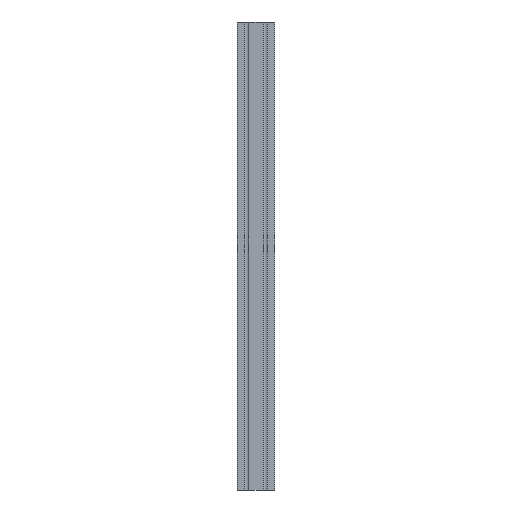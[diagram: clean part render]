
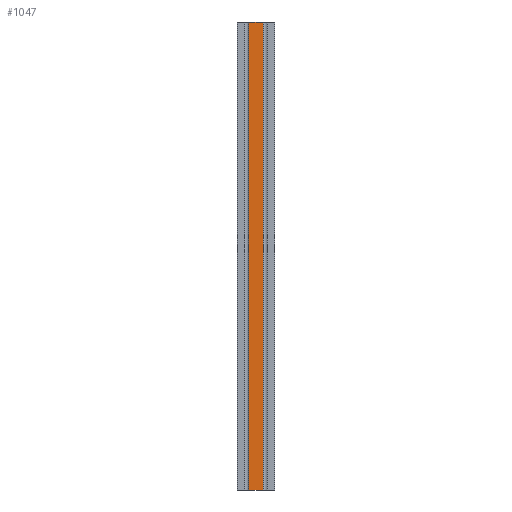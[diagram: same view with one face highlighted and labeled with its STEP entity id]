
A CAD part, left-side view. The second image highlights one B-rep face of the part: STEP entity #1047.
In plain terms, the highlighted planar face has unit normal (-1, 0, 0).
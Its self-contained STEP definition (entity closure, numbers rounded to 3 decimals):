
#13 = VERTEX_POINT ( 'NONE', #2532 ) ;
#119 = CARTESIAN_POINT ( 'NONE',  ( -20., -35.8, 0. ) ) ;
#120 = VERTEX_POINT ( 'NONE', #1763 ) ;
#202 = EDGE_CURVE ( 'NONE', #120, #520, #2590, .T. ) ;
#328 = VECTOR ( 'NONE', #848, 1000. ) ;
#351 = CARTESIAN_POINT ( 'NONE',  ( -20., 0., 0. ) ) ;
#406 = AXIS2_PLACEMENT_3D ( 'NONE', #1200, #1361, #1689 ) ;
#507 = DIRECTION ( 'NONE',  ( 0., -1., 0. ) ) ;
#520 = VERTEX_POINT ( 'NONE', #1049 ) ;
#552 = EDGE_CURVE ( 'NONE', #520, #2327, #595, .T. ) ;
#595 = LINE ( 'NONE', #351, #328 ) ;
#703 = DIRECTION ( 'NONE',  ( 0., 0., -1. ) ) ;
#708 = ORIENTED_EDGE ( 'NONE', *, *, #3011, .F. ) ;
#848 = DIRECTION ( 'NONE',  ( 0., -1., 0. ) ) ;
#918 = EDGE_LOOP ( 'NONE', ( #2556, #708, #1894, #2920 ) ) ;
#984 = CARTESIAN_POINT ( 'NONE',  ( -20., 0., 1000. ) ) ;
#1047 = ADVANCED_FACE ( 'NONE', ( #2074 ), #2568, .F. ) ;
#1049 = CARTESIAN_POINT ( 'NONE',  ( -20., -4.2, 0. ) ) ;
#1200 = CARTESIAN_POINT ( 'NONE',  ( -20., 0., 1000. ) ) ;
#1339 = VECTOR ( 'NONE', #703, 1000. ) ;
#1361 = DIRECTION ( 'NONE',  ( 1., 0., 0. ) ) ;
#1386 = VECTOR ( 'NONE', #507, 1000. ) ;
#1443 = CARTESIAN_POINT ( 'NONE',  ( -20., -35.8, 1000. ) ) ;
#1499 = LINE ( 'NONE', #984, #1386 ) ;
#1594 = VECTOR ( 'NONE', #2830, 1000. ) ;
#1689 = DIRECTION ( 'NONE',  ( 0., 0., -1. ) ) ;
#1763 = CARTESIAN_POINT ( 'NONE',  ( -20., -4.2, 1000. ) ) ;
#1894 = ORIENTED_EDGE ( 'NONE', *, *, #2198, .F. ) ;
#2074 = FACE_OUTER_BOUND ( 'NONE', #918, .T. ) ;
#2198 = EDGE_CURVE ( 'NONE', #120, #13, #1499, .T. ) ;
#2327 = VERTEX_POINT ( 'NONE', #119 ) ;
#2532 = CARTESIAN_POINT ( 'NONE',  ( -20., -35.8, 1000. ) ) ;
#2556 = ORIENTED_EDGE ( 'NONE', *, *, #552, .T. ) ;
#2568 = PLANE ( 'NONE',  #406 ) ;
#2590 = LINE ( 'NONE', #2881, #1594 ) ;
#2830 = DIRECTION ( 'NONE',  ( 0., 0., -1. ) ) ;
#2881 = CARTESIAN_POINT ( 'NONE',  ( -20., -4.2, 1000. ) ) ;
#2920 = ORIENTED_EDGE ( 'NONE', *, *, #202, .T. ) ;
#2949 = LINE ( 'NONE', #1443, #1339 ) ;
#3011 = EDGE_CURVE ( 'NONE', #13, #2327, #2949, .T. ) ;
